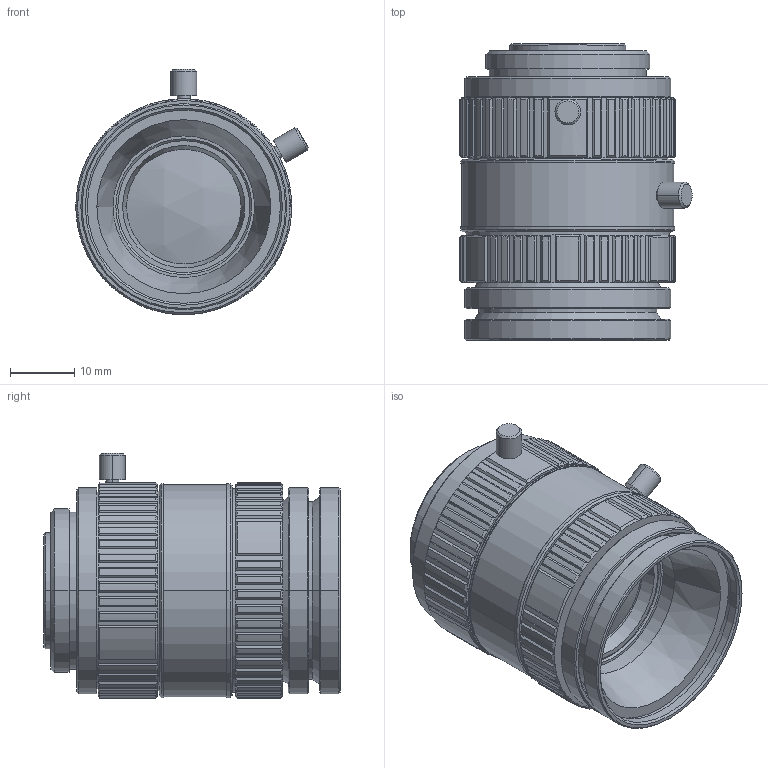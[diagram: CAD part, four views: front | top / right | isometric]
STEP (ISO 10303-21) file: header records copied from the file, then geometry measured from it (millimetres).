
FILE_DESCRIPTION(('STEP AP214'),'1');
FILE_NAME('M2514-MP2.stp','2022-10-24T05:32:18',(' '),(' '),'Spatial InterOp 3D',' ',' ');
FILE_SCHEMA(('AUTOMOTIVE_DESIGN { 1 0 10303 214 1 1 1 1 }'));
Length unit declared in the file: metre
Products named in the file (3): M2514-MP2; Component1; Component2
Assembly tree (2 placements, depth 2):
  M2514-MP2
    Component1
    Component2
Bounding box: 36.05 x 46 x 38.04 mm (x, y, z)
Volume: 52637.8 mm3; surface area: 18699.1 mm2
Topology: 2 solids, 2 shells, 1174 faces, 2658 edges, 1544 vertices
Faces by surface type: cylinder 418, cone 392, plane 362, sphere 2
Entity records: 33349 total; most frequent: DIRECTION 6828, CARTESIAN_POINT 5637, ORIENTED_EDGE 5316, AXIS2_PLACEMENT_3D 3009, EDGE_CURVE 2658, CIRCLE 1832, VERTEX_POINT 1544, EDGE_LOOP 1230
